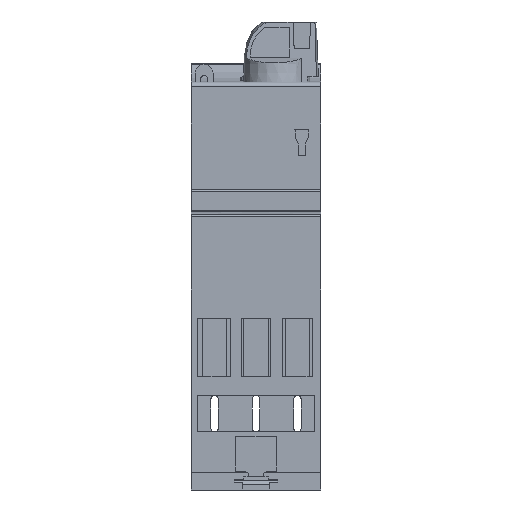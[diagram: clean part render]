
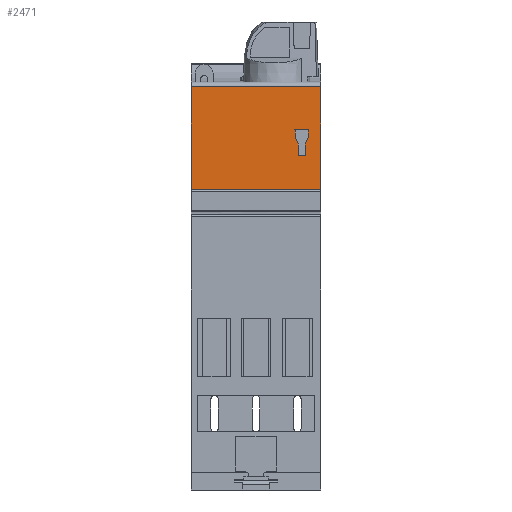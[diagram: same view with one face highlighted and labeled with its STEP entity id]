
A CAD part, front view. The second image highlights one B-rep face of the part: STEP entity #2471.
In plain terms, the highlighted planar face has unit normal (0, -1, 0).
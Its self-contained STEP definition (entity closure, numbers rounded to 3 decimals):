
#2471 = ADVANCED_FACE( '', ( #4999, #5000 ), #5001, .F. );
#4999 = FACE_BOUND( '', #7561, .T. );
#5000 = FACE_OUTER_BOUND( '', #7562, .T. );
#5001 = PLANE( '', #7563 );
#7561 = EDGE_LOOP( '', ( #15116, #15117, #15118, #15119, #15120, #15121, #15122, #15123, #15124, #15125 ) );
#7562 = EDGE_LOOP( '', ( #15126, #15127, #15128, #15129 ) );
#7563 = AXIS2_PLACEMENT_3D( '', #15130, #15131, #15132 );
#15116 = ORIENTED_EDGE( '', *, *, #18495, .F. );
#15117 = ORIENTED_EDGE( '', *, *, #17928, .T. );
#15118 = ORIENTED_EDGE( '', *, *, #18188, .F. );
#15119 = ORIENTED_EDGE( '', *, *, #15459, .T. );
#15120 = ORIENTED_EDGE( '', *, *, #17399, .F. );
#15121 = ORIENTED_EDGE( '', *, *, #16368, .F. );
#15122 = ORIENTED_EDGE( '', *, *, #15693, .F. );
#15123 = ORIENTED_EDGE( '', *, *, #18390, .F. );
#15124 = ORIENTED_EDGE( '', *, *, #15478, .F. );
#15125 = ORIENTED_EDGE( '', *, *, #17428, .F. );
#15126 = ORIENTED_EDGE( '', *, *, #17467, .T. );
#15127 = ORIENTED_EDGE( '', *, *, #17878, .F. );
#15128 = ORIENTED_EDGE( '', *, *, #16847, .F. );
#15129 = ORIENTED_EDGE( '', *, *, #16915, .T. );
#15130 = CARTESIAN_POINT( '', ( 54.8, 47.5, 170.18 ) );
#15131 = DIRECTION( '', ( 0., 1., 0. ) );
#15132 = DIRECTION( '', ( 0., 0., 1. ) );
#15459 = EDGE_CURVE( '', #18533, #18537, #18539, .F. );
#15478 = EDGE_CURVE( '', #18574, #18575, #18576, .T. );
#15693 = EDGE_CURVE( '', #18964, #18965, #18966, .T. );
#16368 = EDGE_CURVE( '', #18965, #20133, #20134, .T. );
#16847 = EDGE_CURVE( '', #20913, #20915, #20916, .T. );
#16915 = EDGE_CURVE( '', #20913, #21024, #21026, .T. );
#17399 = EDGE_CURVE( '', #20133, #18537, #21751, .T. );
#17428 = EDGE_CURVE( '', #21786, #18574, #21787, .T. );
#17467 = EDGE_CURVE( '', #21024, #21843, #21845, .T. );
#17878 = EDGE_CURVE( '', #20915, #21843, #22384, .T. );
#17928 = EDGE_CURVE( '', #22443, #22445, #22447, .F. );
#18188 = EDGE_CURVE( '', #18533, #22445, #22754, .T. );
#18390 = EDGE_CURVE( '', #18575, #18964, #22971, .T. );
#18495 = EDGE_CURVE( '', #22443, #21786, #23079, .T. );
#18533 = VERTEX_POINT( '', #23117 );
#18537 = VERTEX_POINT( '', #23122 );
#18539 = CIRCLE( '', #23125, 0.25 );
#18574 = VERTEX_POINT( '', #23168 );
#18575 = VERTEX_POINT( '', #23169 );
#18576 = LINE( '', #23170, #23171 );
#18964 = VERTEX_POINT( '', #23708 );
#18965 = VERTEX_POINT( '', #23709 );
#18966 = LINE( '', #23710, #23711 );
#20133 = VERTEX_POINT( '', #25457 );
#20134 = LINE( '', #25458, #25459 );
#20913 = VERTEX_POINT( '', #26554 );
#20915 = VERTEX_POINT( '', #26556 );
#20916 = LINE( '', #26557, #26558 );
#21024 = VERTEX_POINT( '', #26712 );
#21026 = LINE( '', #26714, #26715 );
#21751 = LINE( '', #27787, #27788 );
#21786 = VERTEX_POINT( '', #27839 );
#21787 = LINE( '', #27840, #27841 );
#21843 = VERTEX_POINT( '', #27921 );
#21845 = LINE( '', #27923, #27924 );
#22384 = LINE( '', #28703, #28704 );
#22443 = VERTEX_POINT( '', #28788 );
#22445 = VERTEX_POINT( '', #28791 );
#22447 = CIRCLE( '', #28794, 0.25 );
#22754 = LINE( '', #29241, #29242 );
#22971 = LINE( '', #29532, #29533 );
#23079 = LINE( '', #29669, #29670 );
#23117 = CARTESIAN_POINT( '', ( 49.752, 47.5, 152.38 ) );
#23122 = CARTESIAN_POINT( '', ( 49.502, 47.5, 152.13 ) );
#23125 = AXIS2_PLACEMENT_3D( '', #29713, #29714, #29715 );
#23168 = CARTESIAN_POINT( '', ( 45.203, 47.5, 146.098 ) );
#23169 = CARTESIAN_POINT( '', ( 45.203, 47.5, 141.08 ) );
#23170 = CARTESIAN_POINT( '', ( 45.203, 47.5, 170.18 ) );
#23171 = VECTOR( '', #29748, 1000. );
#23708 = CARTESIAN_POINT( '', ( 48.197, 47.5, 141.08 ) );
#23709 = CARTESIAN_POINT( '', ( 48.197, 47.5, 146.098 ) );
#23710 = CARTESIAN_POINT( '', ( 48.197, 47.5, 170.18 ) );
#23711 = VECTOR( '', #30008, 1000. );
#25457 = CARTESIAN_POINT( '', ( 49.502, 47.5, 148.774 ) );
#25458 = CARTESIAN_POINT( '', ( 58.954, 47.5, 168.154 ) );
#25459 = VECTOR( '', #30798, 1000. );
#26554 = CARTESIAN_POINT( '', ( 54.8, 47.5, 170.18 ) );
#26556 = CARTESIAN_POINT( '', ( 54.8, 47.5, 127. ) );
#26557 = CARTESIAN_POINT( '', ( 54.8, 47.5, 170.18 ) );
#26558 = VECTOR( '', #31373, 1000. );
#26712 = CARTESIAN_POINT( '', ( 0., 47.5, 170.18 ) );
#26714 = CARTESIAN_POINT( '', ( 54.8, 47.5, 170.18 ) );
#26715 = VECTOR( '', #31456, 1000. );
#27787 = CARTESIAN_POINT( '', ( 49.502, 47.5, 170.18 ) );
#27788 = VECTOR( '', #31985, 1000. );
#27839 = CARTESIAN_POINT( '', ( 43.898, 47.5, 148.774 ) );
#27840 = CARTESIAN_POINT( '', ( 37.559, 47.5, 161.771 ) );
#27841 = VECTOR( '', #32008, 1000. );
#27921 = CARTESIAN_POINT( '', ( 0., 47.5, 127. ) );
#27923 = CARTESIAN_POINT( '', ( 0., 47.5, 170.18 ) );
#27924 = VECTOR( '', #32054, 1000. );
#28703 = CARTESIAN_POINT( '', ( 54.8, 47.5, 127. ) );
#28704 = VECTOR( '', #32436, 1000. );
#28788 = CARTESIAN_POINT( '', ( 43.898, 47.5, 152.13 ) );
#28791 = CARTESIAN_POINT( '', ( 43.648, 47.5, 152.38 ) );
#28794 = AXIS2_PLACEMENT_3D( '', #32482, #32483, #32484 );
#29241 = CARTESIAN_POINT( '', ( 54.8, 47.5, 152.38 ) );
#29242 = VECTOR( '', #32691, 1000. );
#29532 = CARTESIAN_POINT( '', ( 54.8, 47.5, 141.08 ) );
#29533 = VECTOR( '', #32825, 1000. );
#29669 = CARTESIAN_POINT( '', ( 43.898, 47.5, 170.18 ) );
#29670 = VECTOR( '', #32866, 1000. );
#29713 = CARTESIAN_POINT( '', ( 49.752, 47.5, 152.13 ) );
#29714 = DIRECTION( '', ( 0., 1., 0. ) );
#29715 = DIRECTION( '', ( 0., 0., 1. ) );
#29748 = DIRECTION( '', ( 0., 0., -1. ) );
#30008 = DIRECTION( '', ( 0., 0., 1. ) );
#30798 = DIRECTION( '', ( 0.438, 0., 0.899 ) );
#31373 = DIRECTION( '', ( 0., 0., -1. ) );
#31456 = DIRECTION( '', ( -1., 0., 0. ) );
#31985 = DIRECTION( '', ( 0., 0., 1. ) );
#32008 = DIRECTION( '', ( 0.438, 0., -0.899 ) );
#32054 = DIRECTION( '', ( 0., 0., -1. ) );
#32436 = DIRECTION( '', ( -1., 0., 0. ) );
#32482 = CARTESIAN_POINT( '', ( 43.648, 47.5, 152.13 ) );
#32483 = DIRECTION( '', ( 0., 1., 0. ) );
#32484 = DIRECTION( '', ( 0., 0., 1. ) );
#32691 = DIRECTION( '', ( -1., 0., 0. ) );
#32825 = DIRECTION( '', ( 1., 0., 0. ) );
#32866 = DIRECTION( '', ( 0., 0., -1. ) );
